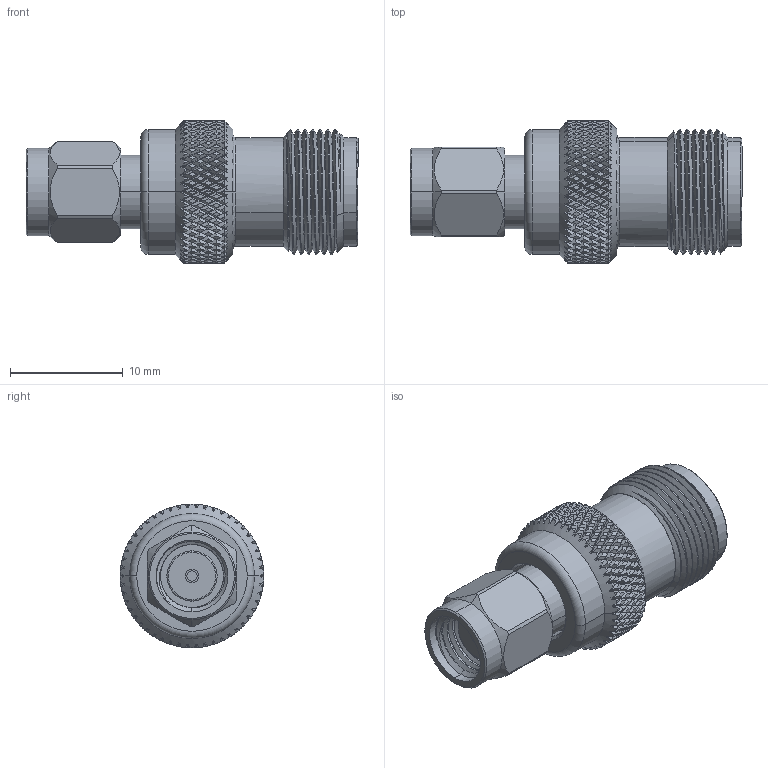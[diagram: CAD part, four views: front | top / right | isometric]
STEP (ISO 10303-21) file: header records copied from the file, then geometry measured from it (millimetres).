
FILE_DESCRIPTION (( 'STEP AP203' ), '1' );
FILE_NAME ('PE9596.step', '2018-09-21T17:14:56', ( '' ), ( '' ), 'SwSTEP 2.0', 'SolidWorks 2017', '' );
FILE_SCHEMA (( 'CONFIG_CONTROL_DESIGN' ));
Length unit declared in the file: inch
Products named in the file (1): PE9596
Bounding box: 29.39 x 12.7 x 12.7 mm (x, y, z)
Volume: 1837 mm3; surface area: 1928.1 mm2
Topology: 1 solids, 1 shells, 1857 faces, 3982 edges, 2140 vertices
Faces by surface type: bspline 1408, cylinder 369, plane 45, cone 31, torus 4
Entity records: 67675 total; most frequent: CARTESIAN_POINT 42914, ORIENTED_EDGE 7964, EDGE_CURVE 3982, VERTEX_POINT 2140, EDGE_LOOP 1870, B_SPLINE_CURVE_WITH_KNOTS 1860, FACE_OUTER_BOUND 1857, ADVANCED_FACE 1857
